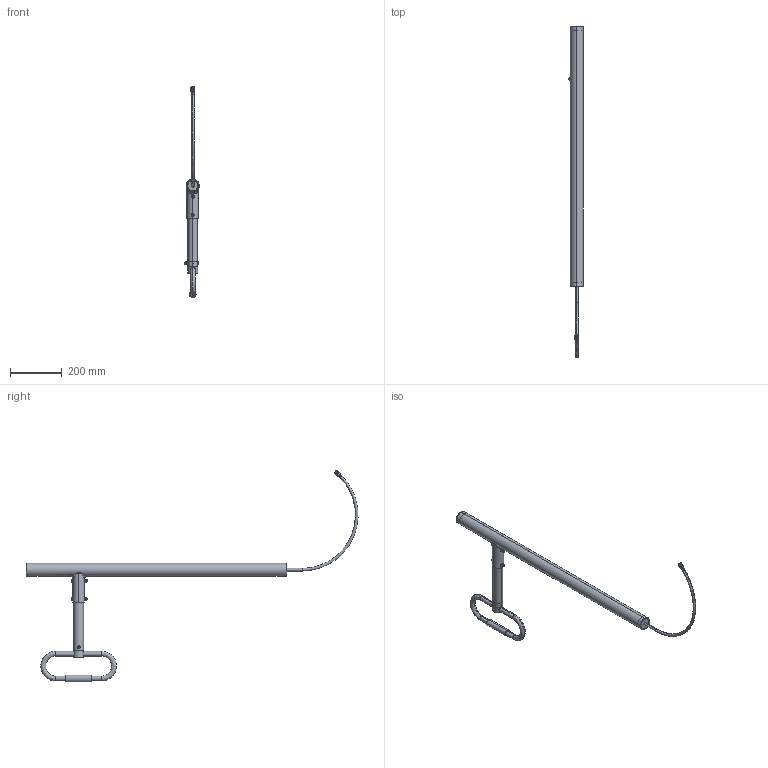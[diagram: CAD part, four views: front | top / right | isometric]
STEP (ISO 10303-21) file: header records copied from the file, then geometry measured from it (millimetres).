
FILE_DESCRIPTION (( 'STEP AP214' ), '1' );
FILE_NAME ('FMANED1008_3D.STEP', '2022-04-01T22:37:17', ( '' ), ( '' ), 'SwSTEP 2.0', 'SolidWorks 2021', '' );
FILE_SCHEMA (( 'AUTOMOTIVE_DESIGN' ));
Length unit declared in the file: inch
Products named in the file (17): DIANPIAN_61; U4HZ3WC-290; U4HZ3WC-2_05; GAIZI; U4HZ3WC-2_04; GAIZI2; U4HZ3WC-2_01; ANF-1406; LUOMU_M61; U4HZ3WC-292; HM6X60; TANJIE_61; U4HZ3WC-2_03_ASM; FMANED1008_3D; ANF-1406_BODY; ANF-1406_CENTERPIN; HM6X50
Assembly tree (25 placements, depth 3):
  FMANED1008_3D
    U4HZ3WC-2_01
    U4HZ3WC-2_03_ASM
      U4HZ3WC-290
      U4HZ3WC-2_04
      U4HZ3WC-292
      HM6X50
      DIANPIAN_61  x5
      TANJIE_61  x3
      LUOMU_M61  x3
      HM6X60  x2
    U4HZ3WC-2_05
    GAIZI
    GAIZI2
    ANF-1406
      ANF-1406_BODY
      ANF-1406_CENTERPIN
Bounding box: 56 x 1280.64 x 815.7 mm (x, y, z)
Volume: 797358.1 mm3; surface area: 529587.3 mm2
Topology: 23 solids, 23 shells, 550 faces, 1460 edges, 969 vertices
Faces by surface type: cylinder 199, plane 128, bspline 120, cone 103
Entity records: 51255 total; most frequent: CARTESIAN_POINT 36800, ORIENTED_EDGE 2068, DIRECTION 1502, EDGE_CURVE 1034, VERTEX_POINT 689, AXIS2_PLACEMENT_3D 619, B_SPLINE_CURVE_WITH_KNOTS 474, EDGE_LOOP 441
